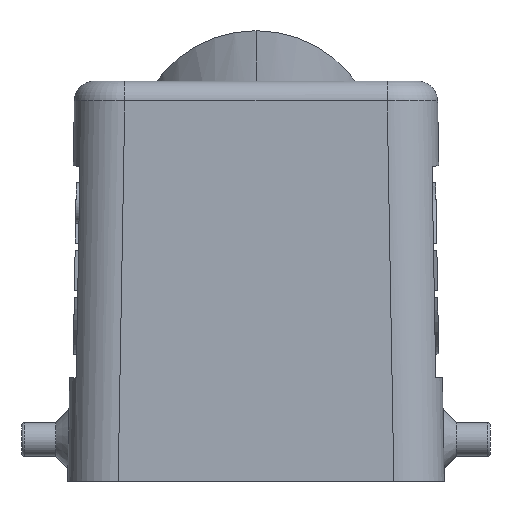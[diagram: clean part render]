
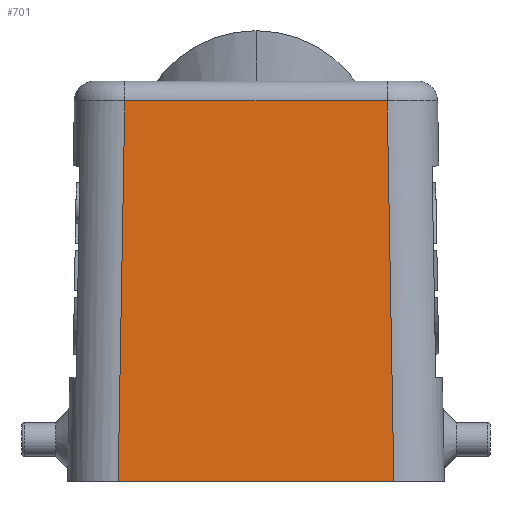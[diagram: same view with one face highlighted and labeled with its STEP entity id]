
A CAD part, left-side view. The second image highlights one B-rep face of the part: STEP entity #701.
In plain terms, the highlighted planar face has unit normal (-1, 0, 0.018).
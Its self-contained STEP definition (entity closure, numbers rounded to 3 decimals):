
#287=FACE_OUTER_BOUND('',#1518,.T.);
#701=ADVANCED_FACE('NONE',(#287),#1040,.T.);
#1040=PLANE('',#6660);
#1518=EDGE_LOOP('',(#2581,#2582,#2583,#2584));
#2581=ORIENTED_EDGE('',*,*,#4530,.T.);
#2582=ORIENTED_EDGE('',*,*,#4847,.T.);
#2583=ORIENTED_EDGE('',*,*,#4848,.F.);
#2584=ORIENTED_EDGE('',*,*,#4515,.F.);
#3909=VERTEX_POINT('',#8888);
#3910=VERTEX_POINT('',#8890);
#3919=VERTEX_POINT('',#8944);
#4143=VERTEX_POINT('',#10027);
#4515=EDGE_CURVE('NONE',#3909,#3910,#5419,.T.);
#4530=EDGE_CURVE('NONE',#3909,#3919,#5425,.T.);
#4847=EDGE_CURVE('NONE',#3919,#4143,#5648,.T.);
#4848=EDGE_CURVE('NONE',#3910,#4143,#5649,.T.);
#5419=LINE('',#8889,#5997);
#5425=LINE('',#8945,#6003);
#5648=LINE('',#10026,#6229);
#5649=LINE('',#10028,#6230);
#5997=VECTOR('',#7133,1.);
#6003=VECTOR('',#7143,1.);
#6229=VECTOR('',#7619,1.);
#6230=VECTOR('',#7620,1.);
#6660=AXIS2_PLACEMENT_3D('',#10029,#7621,#7622);
#7133=DIRECTION('',(0.,1.,0.));
#7143=DIRECTION('',(0.017,0.017,1.));
#7619=DIRECTION('',(0.,1.,0.));
#7620=DIRECTION('',(0.017,-0.017,1.));
#7621=DIRECTION('',(-1.,0.,0.017));
#7622=DIRECTION('',(0.017,0.,1.));
#8888=CARTESIAN_POINT('',(-40.9,-20.501,-59.5));
#8889=CARTESIAN_POINT('',(-40.9,-28.,-59.5));
#8890=CARTESIAN_POINT('',(-40.9,20.501,-59.5));
#8944=CARTESIAN_POINT('',(-39.913,-19.514,-2.948));
#8945=CARTESIAN_POINT('',(-40.9,-20.501,-59.5));
#10026=CARTESIAN_POINT('',(-39.913,-30.387,-2.948));
#10027=CARTESIAN_POINT('',(-39.913,19.514,-2.948));
#10028=CARTESIAN_POINT('',(-40.903,20.504,-59.681));
#10029=CARTESIAN_POINT('',(-40.9,-30.387,-59.5));
